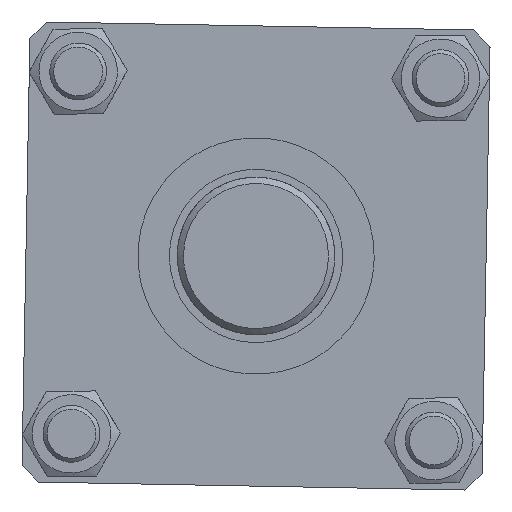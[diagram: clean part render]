
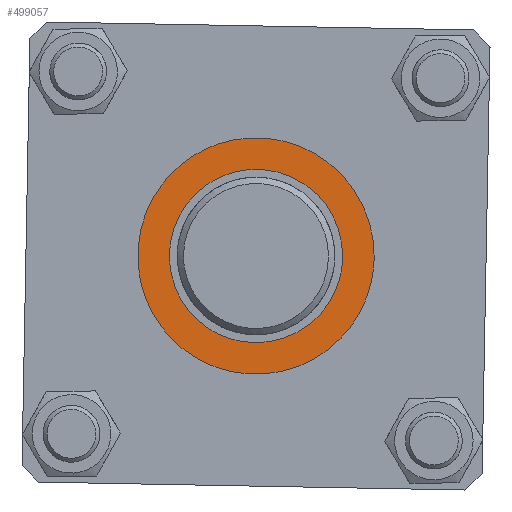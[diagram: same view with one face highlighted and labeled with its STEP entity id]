
A CAD part, left-side view. The second image highlights one B-rep face of the part: STEP entity #499057.
In plain terms, the highlighted free-form (B-spline) face has degree [1, 1] with [2, 2] control points.
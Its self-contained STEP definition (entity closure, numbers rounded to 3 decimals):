
#499020 = EDGE_CURVE('',#499021,#499021,#499023,.T.);
#499021 = VERTEX_POINT('',#499022);
#499022 = CARTESIAN_POINT('',(1017.063,269.573,
    410.657));
#499023 = ( BOUNDED_CURVE() B_SPLINE_CURVE(2,(#499024,#499025,#499026,
    #499027,#499028,#499029,#499030),.UNSPECIFIED.,.T.,.F.) 
B_SPLINE_CURVE_WITH_KNOTS((3,2,2,3),(1.571,3.665,
5.76,7.854),.PIECEWISE_BEZIER_KNOTS.) CURVE() 
GEOMETRIC_REPRESENTATION_ITEM() RATIONAL_B_SPLINE_CURVE((1.,0.5,1.,0.5,
1.,0.5,1.)) REPRESENTATION_ITEM('') );
#499024 = CARTESIAN_POINT('',(1017.063,269.573,
    410.657));
#499025 = CARTESIAN_POINT('',(1017.063,268.317,
    478.272));
#499026 = CARTESIAN_POINT('',(1017.063,327.501,
    445.551));
#499027 = CARTESIAN_POINT('',(1017.063,386.685,
    412.831));
#499028 = CARTESIAN_POINT('',(1017.063,328.756,
    377.937));
#499029 = CARTESIAN_POINT('',(1017.063,270.828,
    343.042));
#499030 = CARTESIAN_POINT('',(1017.063,269.573,
    410.657));
#499057 = ADVANCED_FACE('',(#499058,#499061),#499075,.T.);
#499058 = FACE_BOUND('',#499059,.T.);
#499059 = EDGE_LOOP('',(#499060));
#499060 = ORIENTED_EDGE('',*,*,#499020,.T.);
#499061 = FACE_BOUND('',#499062,.T.);
#499062 = EDGE_LOOP('',(#499063));
#499063 = ORIENTED_EDGE('',*,*,#499064,.F.);
#499064 = EDGE_CURVE('',#499065,#499065,#499067,.T.);
#499065 = VERTEX_POINT('',#499066);
#499066 = CARTESIAN_POINT('',(1017.063,279.982,
    410.85));
#499067 = ( BOUNDED_CURVE() B_SPLINE_CURVE(2,(#499068,#499069,#499070,
    #499071,#499072,#499073,#499074),.UNSPECIFIED.,.T.,.F.) 
B_SPLINE_CURVE_WITH_KNOTS((3,2,2,3),(1.571,3.665,
5.76,7.854),.PIECEWISE_BEZIER_KNOTS.) CURVE() 
GEOMETRIC_REPRESENTATION_ITEM() RATIONAL_B_SPLINE_CURVE((1.,0.5,1.,0.5,
1.,0.5,1.)) REPRESENTATION_ITEM('') );
#499068 = CARTESIAN_POINT('',(1017.063,279.982,
    410.85));
#499069 = CARTESIAN_POINT('',(1017.063,279.062,
    460.435));
#499070 = CARTESIAN_POINT('',(1017.063,322.464,
    436.44));
#499071 = CARTESIAN_POINT('',(1017.063,365.865,
    412.444));
#499072 = CARTESIAN_POINT('',(1017.063,323.384,
    386.855));
#499073 = CARTESIAN_POINT('',(1017.063,280.903,
    361.266));
#499074 = CARTESIAN_POINT('',(1017.063,279.982,
    410.85));
#499075 = B_SPLINE_SURFACE_WITH_KNOTS('',1,1,(
    (#499076,#499077)
    ,(#499078,#499079
    )),.UNSPECIFIED.,.F.,.F.,.F.,(2,2),(2,2),(-37.5,37.5),(-65.,10.),
  .PIECEWISE_BEZIER_KNOTS.);
#499076 = CARTESIAN_POINT('',(1017.063,270.297,
    371.62));
#499077 = CARTESIAN_POINT('',(1017.063,348.372,
    373.069));
#499078 = CARTESIAN_POINT('',(1017.063,268.848,
    449.695));
#499079 = CARTESIAN_POINT('',(1017.063,346.923,
    451.144));
